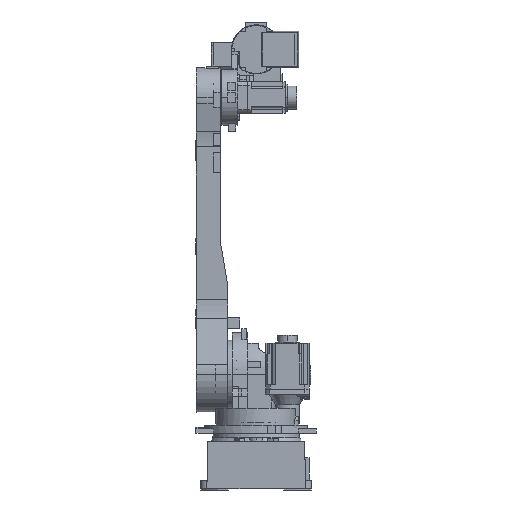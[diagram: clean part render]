
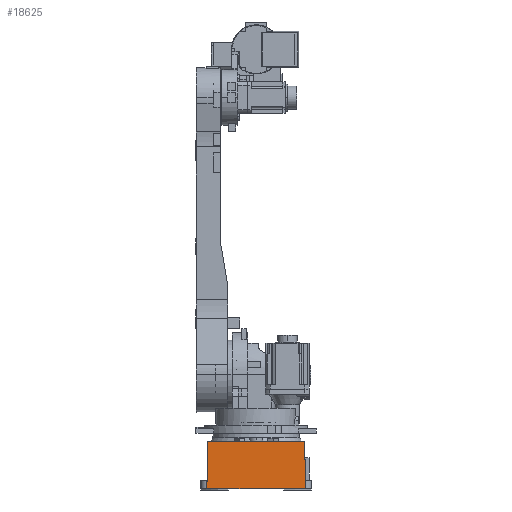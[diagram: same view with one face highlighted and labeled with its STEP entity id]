
A CAD part, left-side view. The second image highlights one B-rep face of the part: STEP entity #18625.
In plain terms, the highlighted planar face has unit normal (-1, 0, 0).
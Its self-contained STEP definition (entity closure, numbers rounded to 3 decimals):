
#158 = LINE ( 'NONE', #36547, #10166 ) ;
#1234 = EDGE_LOOP ( 'NONE', ( #34932, #1386, #3589, #28301, #8805, #36518, #27866, #14334 ) ) ;
#1386 = ORIENTED_EDGE ( 'NONE', *, *, #27253, .T. ) ;
#1402 = CARTESIAN_POINT ( 'NONE',  ( -415., 200., -250.346 ) ) ;
#3589 = ORIENTED_EDGE ( 'NONE', *, *, #47616, .T. ) ;
#6008 = VERTEX_POINT ( 'NONE', #14410 ) ;
#6489 = VERTEX_POINT ( 'NONE', #7270 ) ;
#6994 = LINE ( 'NONE', #17812, #45842 ) ;
#7270 = CARTESIAN_POINT ( 'NONE',  ( -415., 200., 200. ) ) ;
#8260 = VECTOR ( 'NONE', #41159, 1000. ) ;
#8264 = DIRECTION ( 'NONE',  ( 0., 0., 1. ) ) ;
#8805 = ORIENTED_EDGE ( 'NONE', *, *, #47438, .T. ) ;
#9271 = LINE ( 'NONE', #1402, #35756 ) ;
#10149 = VERTEX_POINT ( 'NONE', #34928 ) ;
#10166 = VECTOR ( 'NONE', #10229, 1000. ) ;
#10229 = DIRECTION ( 'NONE',  ( 0., -1., 0. ) ) ;
#11168 = LINE ( 'NONE', #26988, #20019 ) ;
#11716 = AXIS2_PLACEMENT_3D ( 'NONE', #15136, #45274, #22713 ) ;
#12794 = CARTESIAN_POINT ( 'NONE',  ( -415., 125., 205. ) ) ;
#14046 = VERTEX_POINT ( 'NONE', #25698 ) ;
#14334 = ORIENTED_EDGE ( 'NONE', *, *, #20616, .T. ) ;
#14410 = CARTESIAN_POINT ( 'NONE',  ( -415., 35., -205. ) ) ;
#15136 = CARTESIAN_POINT ( 'NONE',  ( -415., -19.275, -250.346 ) ) ;
#15799 = VECTOR ( 'NONE', #25926, 1000. ) ;
#15932 = CARTESIAN_POINT ( 'NONE',  ( -415., 5., 205. ) ) ;
#17812 = CARTESIAN_POINT ( 'NONE',  ( -415., 35., -250.346 ) ) ;
#18504 = DIRECTION ( 'NONE',  ( 0., 1., 0. ) ) ;
#18538 = VECTOR ( 'NONE', #28058, 1000. ) ;
#18625 = ADVANCED_FACE ( 'NONE', ( #37993 ), #18958, .T. ) ;
#18958 = PLANE ( 'NONE',  #11716 ) ;
#19741 = LINE ( 'NONE', #24285, #18538 ) ;
#20019 = VECTOR ( 'NONE', #8264, 1000. ) ;
#20055 = VECTOR ( 'NONE', #18504, 1000. ) ;
#20616 = EDGE_CURVE ( 'NONE', #36958, #14046, #158, .T. ) ;
#21938 = CARTESIAN_POINT ( 'NONE',  ( -415., 125., 200. ) ) ;
#22445 = CARTESIAN_POINT ( 'NONE',  ( -415., 200., -200. ) ) ;
#22713 = DIRECTION ( 'NONE',  ( 0., 0., 1. ) ) ;
#23902 = DIRECTION ( 'NONE',  ( 0., 0., -1. ) ) ;
#24285 = CARTESIAN_POINT ( 'NONE',  ( -415., -23.33, 205. ) ) ;
#24647 = EDGE_CURVE ( 'NONE', #6489, #36958, #9271, .T. ) ;
#25219 = VERTEX_POINT ( 'NONE', #15932 ) ;
#25698 = CARTESIAN_POINT ( 'NONE',  ( -415., 35., -200. ) ) ;
#25926 = DIRECTION ( 'NONE',  ( 0., -1., 0. ) ) ;
#26401 = EDGE_CURVE ( 'NONE', #47383, #6489, #30020, .T. ) ;
#26988 = CARTESIAN_POINT ( 'NONE',  ( -415., 5., 0. ) ) ;
#27253 = EDGE_CURVE ( 'NONE', #6008, #10149, #35870, .T. ) ;
#27866 = ORIENTED_EDGE ( 'NONE', *, *, #24647, .T. ) ;
#28058 = DIRECTION ( 'NONE',  ( 0., -1., 0. ) ) ;
#28301 = ORIENTED_EDGE ( 'NONE', *, *, #41456, .F. ) ;
#30020 = LINE ( 'NONE', #38699, #20055 ) ;
#34928 = CARTESIAN_POINT ( 'NONE',  ( -415., 5., -205. ) ) ;
#34932 = ORIENTED_EDGE ( 'NONE', *, *, #37359, .T. ) ;
#35756 = VECTOR ( 'NONE', #23902, 1000. ) ;
#35870 = LINE ( 'NONE', #44692, #15799 ) ;
#36518 = ORIENTED_EDGE ( 'NONE', *, *, #26401, .T. ) ;
#36547 = CARTESIAN_POINT ( 'NONE',  ( -415., -19.275, -200. ) ) ;
#36958 = VERTEX_POINT ( 'NONE', #22445 ) ;
#37359 = EDGE_CURVE ( 'NONE', #14046, #6008, #6994, .T. ) ;
#37418 = CARTESIAN_POINT ( 'NONE',  ( -415., 125., -250.346 ) ) ;
#37993 = FACE_OUTER_BOUND ( 'NONE', #1234, .T. ) ;
#38281 = LINE ( 'NONE', #37418, #8260 ) ;
#38699 = CARTESIAN_POINT ( 'NONE',  ( -415., -19.275, 200. ) ) ;
#41159 = DIRECTION ( 'NONE',  ( 0., 0., -1. ) ) ;
#41456 = EDGE_CURVE ( 'NONE', #48386, #25219, #19741, .T. ) ;
#44141 = DIRECTION ( 'NONE',  ( 0., 0., -1. ) ) ;
#44692 = CARTESIAN_POINT ( 'NONE',  ( -415., -19.275, -205. ) ) ;
#45274 = DIRECTION ( 'NONE',  ( -1., 0., 0. ) ) ;
#45842 = VECTOR ( 'NONE', #44141, 1000. ) ;
#47383 = VERTEX_POINT ( 'NONE', #21938 ) ;
#47438 = EDGE_CURVE ( 'NONE', #48386, #47383, #38281, .T. ) ;
#47616 = EDGE_CURVE ( 'NONE', #10149, #25219, #11168, .T. ) ;
#48386 = VERTEX_POINT ( 'NONE', #12794 ) ;
